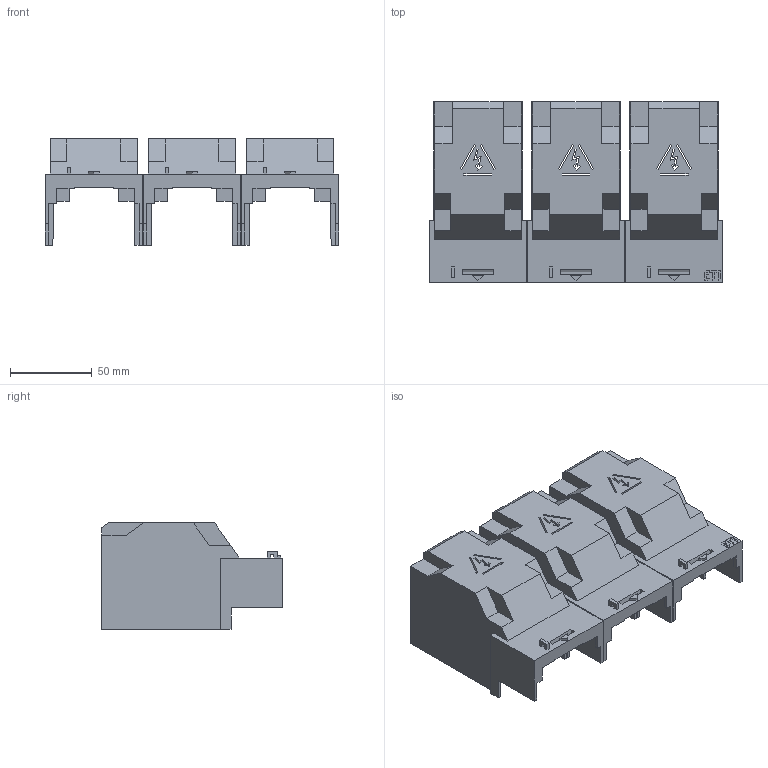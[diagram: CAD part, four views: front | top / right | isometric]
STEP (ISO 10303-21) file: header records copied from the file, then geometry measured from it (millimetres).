
FILE_DESCRIPTION((''),'2;1');
FILE_NAME('39983025_ASM','2021-09-28T',('marketing.praksa'),('Audax d.o.o.'),'CREO PARAMETRIC BY PTC INC, 2017480','CREO PARAMETRIC BY PTC INC, 2017480','');
FILE_SCHEMA(('AUTOMOTIVE_DESIGN { 1 0 10303 214 1 1 1 1 }'));
Length unit declared in the file: millimetre
Products named in the file (5): 39983025_01; 39983025_02; 39983025_03; PRT7272; 39983025_ASM
Assembly tree (4 placements, depth 2):
  39983025_ASM
    39983025_01
    39983025_02
    39983025_03
    PRT7272
Bounding box: 179.4 x 110.3 x 65 mm (x, y, z)
Volume: 119129.3 mm3; surface area: 124300.9 mm2
Topology: 6 solids, 6 shells, 447 faces, 1272 edges, 846 vertices
Faces by surface type: plane 396, cylinder 51
Entity records: 21414 total; most frequent: CARTESIAN_POINT 2626, ORIENTED_EDGE 2544, DIRECTION 2270, PRESENTATION_STYLE_ASSIGNMENT 1578, STYLED_ITEM 1578, EDGE_CURVE 1272, VECTOR 1170, LINE 1170
